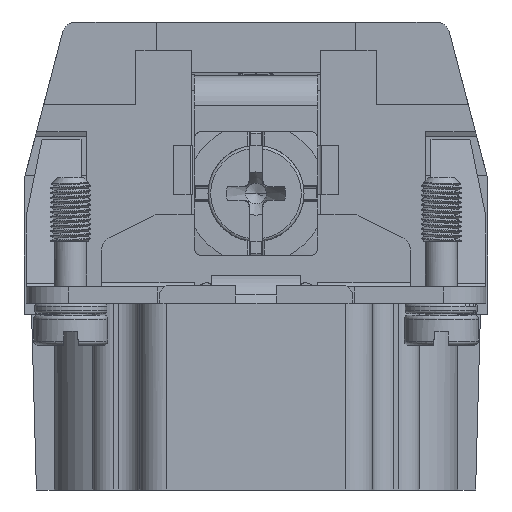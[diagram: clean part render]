
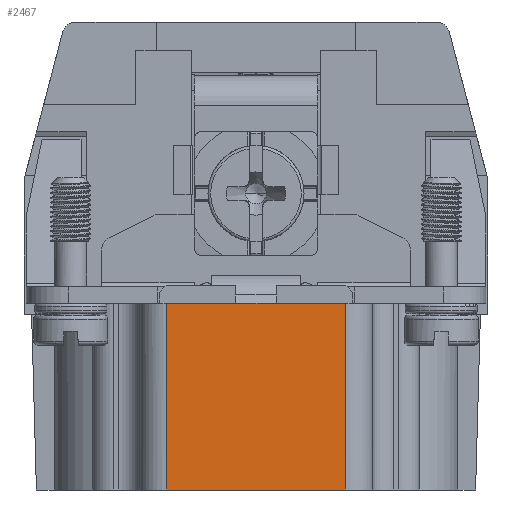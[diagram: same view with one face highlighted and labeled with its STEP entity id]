
A CAD part, left-side view. The second image highlights one B-rep face of the part: STEP entity #2467.
In plain terms, the highlighted planar face has unit normal (-1, 0, 0).
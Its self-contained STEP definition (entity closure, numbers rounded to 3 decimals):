
#2467=ADVANCED_FACE('',(#5012),#4165,.T.);
#4165=PLANE('',#32231);
#5012=FACE_OUTER_BOUND('',#6624,.T.);
#6624=EDGE_LOOP('',(#10451,#10452,#10453,#10454));
#10451=ORIENTED_EDGE('',*,*,#22157,.F.);
#10452=ORIENTED_EDGE('',*,*,#22981,.T.);
#10453=ORIENTED_EDGE('',*,*,#22831,.T.);
#10454=ORIENTED_EDGE('',*,*,#22982,.T.);
#19022=VERTEX_POINT('',#43031);
#19023=VERTEX_POINT('',#43033);
#19633=VERTEX_POINT('',#44859);
#19634=VERTEX_POINT('',#44861);
#22157=EDGE_CURVE('',#19022,#19023,#26901,.T.);
#22831=EDGE_CURVE('',#19634,#19633,#27409,.T.);
#22981=EDGE_CURVE('',#19022,#19634,#27553,.T.);
#22982=EDGE_CURVE('',#19633,#19023,#27554,.T.);
#26901=LINE('',#43032,#29459);
#27409=LINE('',#44860,#29967);
#27553=LINE('',#45144,#30111);
#27554=LINE('',#45145,#30112);
#29459=VECTOR('',#34812,1.);
#29967=VECTOR('',#35698,1.);
#30111=VECTOR('',#35936,1.);
#30112=VECTOR('',#35937,1.);
#32231=AXIS2_PLACEMENT_3D('',#45146,#35938,#35939);
#34812=DIRECTION('',(0.,-1.,0.));
#35698=DIRECTION('',(0.,-1.,0.));
#35936=DIRECTION('',(0.,0.,-1.));
#35937=DIRECTION('',(0.,0.,1.));
#35938=DIRECTION('',(-1.,0.,0.));
#35939=DIRECTION('',(0.,-1.,0.));
#43031=CARTESIAN_POINT('',(-32.,6.5,-20.5));
#43032=CARTESIAN_POINT('',(-32.,-8.5,-20.5));
#43033=CARTESIAN_POINT('',(-32.,-6.5,-20.5));
#44859=CARTESIAN_POINT('',(-32.,-6.5,-34.1));
#44860=CARTESIAN_POINT('',(-32.,-8.5,-34.1));
#44861=CARTESIAN_POINT('',(-32.,6.5,-34.1));
#45144=CARTESIAN_POINT('',(-32.,6.5,-36.8));
#45145=CARTESIAN_POINT('',(-32.,-6.5,-36.8));
#45146=CARTESIAN_POINT('',(-32.,0.,-36.8));
